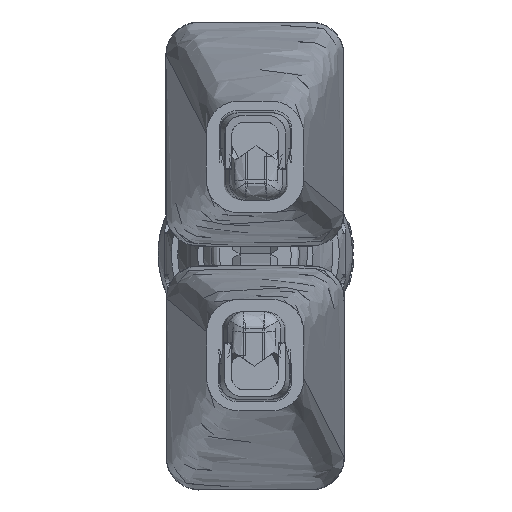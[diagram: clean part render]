
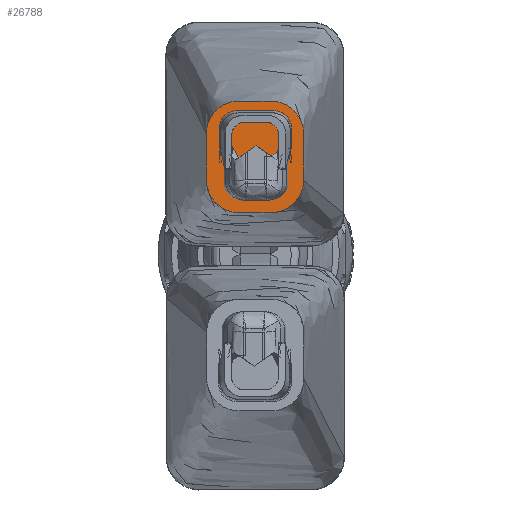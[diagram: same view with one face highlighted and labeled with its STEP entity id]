
A CAD part, front view. The second image highlights one B-rep face of the part: STEP entity #26788.
In plain terms, the highlighted face is planar.
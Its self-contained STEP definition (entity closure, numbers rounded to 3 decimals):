
#1046 = CARTESIAN_POINT ( 'NONE',  ( 1., 54., 0.025 ) ) ;
#1368 = DIRECTION ( 'NONE',  ( 0., 0., -1. ) ) ;
#2997 = CARTESIAN_POINT ( 'NONE',  ( 1., 54., -2.853 ) ) ;
#4440 = VERTEX_POINT ( 'NONE', #31722 ) ;
#4533 = ORIENTED_EDGE ( 'NONE', *, *, #41623, .T. ) ;
#5773 = VERTEX_POINT ( 'NONE', #40183 ) ;
#6415 = ORIENTED_EDGE ( 'NONE', *, *, #10969, .T. ) ;
#6461 = CIRCLE ( 'NONE', #25344, 2. ) ;
#6500 = CARTESIAN_POINT ( 'NONE',  ( 3., 54., -2.853 ) ) ;
#7645 = CARTESIAN_POINT ( 'NONE',  ( 3., 54., -2.853 ) ) ;
#8128 = DIRECTION ( 'NONE',  ( 0., 1., 0. ) ) ;
#10488 = AXIS2_PLACEMENT_3D ( 'NONE', #25292, #34257, #58891 ) ;
#10927 = ORIENTED_EDGE ( 'NONE', *, *, #40858, .T. ) ;
#10969 = EDGE_CURVE ( 'NONE', #4440, #61804, #11468, .T. ) ;
#11468 = LINE ( 'NONE', #7645, #52808 ) ;
#13028 = DIRECTION ( 'NONE',  ( 0., 0., 1. ) ) ;
#15001 = CARTESIAN_POINT ( 'NONE',  ( -1., 54., 0.025 ) ) ;
#15151 = DIRECTION ( 'NONE',  ( 0., 1., 0. ) ) ;
#17276 = CARTESIAN_POINT ( 'NONE',  ( -1., 54., -4.853 ) ) ;
#19540 = VERTEX_POINT ( 'NONE', #54769 ) ;
#19938 = DIRECTION ( 'NONE',  ( 0., 0., 1. ) ) ;
#21356 = AXIS2_PLACEMENT_3D ( 'NONE', #15001, #49275, #19938 ) ;
#22533 = AXIS2_PLACEMENT_3D ( 'NONE', #2997, #8128, #13028 ) ;
#22802 = VECTOR ( 'NONE', #59776, 1000. ) ;
#23493 = VERTEX_POINT ( 'NONE', #59467 ) ;
#24539 = CIRCLE ( 'NONE', #53927, 2. ) ;
#24953 = VECTOR ( 'NONE', #38831, 1000. ) ;
#25292 = CARTESIAN_POINT ( 'NONE',  ( -1., 54., 0.025 ) ) ;
#25344 = AXIS2_PLACEMENT_3D ( 'NONE', #1046, #15151, #35254 ) ;
#26733 = EDGE_CURVE ( 'NONE', #49606, #19540, #31327, .T. ) ;
#26788 = ADVANCED_FACE ( 'NONE', ( #35928 ), #39410, .T. ) ;
#29030 = CARTESIAN_POINT ( 'NONE',  ( -3., 54., -2.853 ) ) ;
#30661 = DIRECTION ( 'NONE',  ( 0., 1., 0. ) ) ;
#31327 = CIRCLE ( 'NONE', #10488, 2. ) ;
#31722 = CARTESIAN_POINT ( 'NONE',  ( 3., 54., 0.025 ) ) ;
#34257 = DIRECTION ( 'NONE',  ( 0., 1., 0. ) ) ;
#35254 = DIRECTION ( 'NONE',  ( 0., 0., 1. ) ) ;
#35288 = EDGE_CURVE ( 'NONE', #47505, #23493, #24539, .T. ) ;
#35928 = FACE_OUTER_BOUND ( 'NONE', #50689, .T. ) ;
#37206 = LINE ( 'NONE', #29030, #24953 ) ;
#38831 = DIRECTION ( 'NONE',  ( 0., 0., 1. ) ) ;
#39313 = CARTESIAN_POINT ( 'NONE',  ( 1., 54., -4.853 ) ) ;
#39410 = PLANE ( 'NONE',  #21356 ) ;
#40183 = CARTESIAN_POINT ( 'NONE',  ( 1., 54., 2.025 ) ) ;
#40858 = EDGE_CURVE ( 'NONE', #62100, #47505, #59433, .T. ) ;
#41623 = EDGE_CURVE ( 'NONE', #23493, #49606, #37206, .T. ) ;
#41798 = EDGE_CURVE ( 'NONE', #61804, #62100, #48730, .T. ) ;
#41811 = VECTOR ( 'NONE', #63287, 1000. ) ;
#44795 = ORIENTED_EDGE ( 'NONE', *, *, #56888, .T. ) ;
#47505 = VERTEX_POINT ( 'NONE', #17276 ) ;
#48151 = CARTESIAN_POINT ( 'NONE',  ( -1., 54., -4.853 ) ) ;
#48730 = CIRCLE ( 'NONE', #22533, 2. ) ;
#49275 = DIRECTION ( 'NONE',  ( 0., 1., 0. ) ) ;
#49549 = ORIENTED_EDGE ( 'NONE', *, *, #51175, .T. ) ;
#49606 = VERTEX_POINT ( 'NONE', #56721 ) ;
#49761 = CARTESIAN_POINT ( 'NONE',  ( -1., 54., 2.025 ) ) ;
#50689 = EDGE_LOOP ( 'NONE', ( #60740, #49549, #44795, #6415, #57263, #10927, #52315, #4533 ) ) ;
#51175 = EDGE_CURVE ( 'NONE', #19540, #5773, #54966, .T. ) ;
#52315 = ORIENTED_EDGE ( 'NONE', *, *, #35288, .T. ) ;
#52808 = VECTOR ( 'NONE', #56215, 1000. ) ;
#53927 = AXIS2_PLACEMENT_3D ( 'NONE', #59982, #30661, #1368 ) ;
#54769 = CARTESIAN_POINT ( 'NONE',  ( -1., 54., 2.025 ) ) ;
#54966 = LINE ( 'NONE', #49761, #22802 ) ;
#56215 = DIRECTION ( 'NONE',  ( 0., 0., -1. ) ) ;
#56721 = CARTESIAN_POINT ( 'NONE',  ( -3., 54., 0.025 ) ) ;
#56888 = EDGE_CURVE ( 'NONE', #5773, #4440, #6461, .T. ) ;
#57263 = ORIENTED_EDGE ( 'NONE', *, *, #41798, .T. ) ;
#58891 = DIRECTION ( 'NONE',  ( 0., 0., 1. ) ) ;
#59433 = LINE ( 'NONE', #48151, #41811 ) ;
#59467 = CARTESIAN_POINT ( 'NONE',  ( -3., 54., -2.853 ) ) ;
#59776 = DIRECTION ( 'NONE',  ( 1., 0., 0. ) ) ;
#59982 = CARTESIAN_POINT ( 'NONE',  ( -1., 54., -2.853 ) ) ;
#60740 = ORIENTED_EDGE ( 'NONE', *, *, #26733, .T. ) ;
#61804 = VERTEX_POINT ( 'NONE', #6500 ) ;
#62100 = VERTEX_POINT ( 'NONE', #39313 ) ;
#63287 = DIRECTION ( 'NONE',  ( -1., 0., 0. ) ) ;
